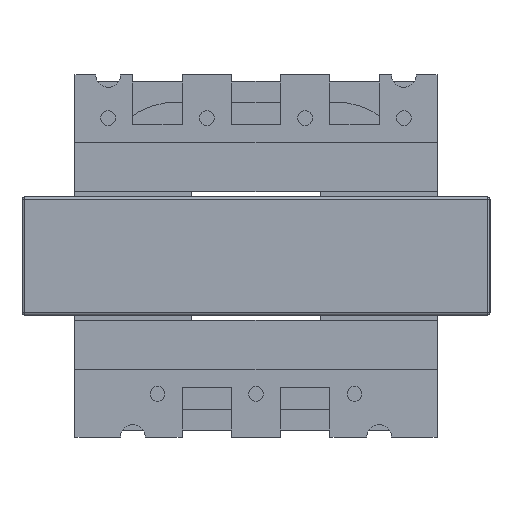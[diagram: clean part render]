
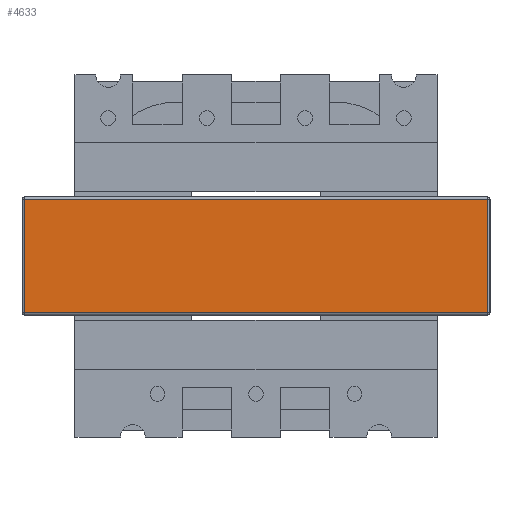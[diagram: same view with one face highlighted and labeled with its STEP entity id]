
A CAD part, front view. The second image highlights one B-rep face of the part: STEP entity #4633.
In plain terms, the highlighted face is planar.
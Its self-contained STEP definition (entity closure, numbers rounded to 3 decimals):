
#61 = VERTEX_POINT ( 'NONE', #4284 ) ;
#156 = DIRECTION ( 'NONE',  ( 1., 0., 0. ) ) ;
#208 = PLANE ( 'NONE',  #1289 ) ;
#304 = FACE_OUTER_BOUND ( 'NONE', #2737, .T. ) ;
#599 = CARTESIAN_POINT ( 'NONE',  ( 9.4, 8., 4.8 ) ) ;
#648 = LINE ( 'NONE', #2094, #4424 ) ;
#996 = ORIENTED_EDGE ( 'NONE', *, *, #1016, .T. ) ;
#1016 = EDGE_CURVE ( 'NONE', #2108, #61, #2500, .T. ) ;
#1178 = VERTEX_POINT ( 'NONE', #4655 ) ;
#1289 = AXIS2_PLACEMENT_3D ( 'NONE', #1734, #3984, #156 ) ;
#1392 = VECTOR ( 'NONE', #4767, 1000. ) ;
#1734 = CARTESIAN_POINT ( 'NONE',  ( -9.5, 8., 4.8 ) ) ;
#1757 = CARTESIAN_POINT ( 'NONE',  ( 9.4, 8., 4.7 ) ) ;
#2029 = ORIENTED_EDGE ( 'NONE', *, *, #2409, .T. ) ;
#2032 = VERTEX_POINT ( 'NONE', #1757 ) ;
#2094 = CARTESIAN_POINT ( 'NONE',  ( -9.5, 8., 4.7 ) ) ;
#2108 = VERTEX_POINT ( 'NONE', #4710 ) ;
#2403 = CARTESIAN_POINT ( 'NONE',  ( -9.4, 8., 4.8 ) ) ;
#2409 = EDGE_CURVE ( 'NONE', #61, #1178, #3158, .T. ) ;
#2444 = EDGE_CURVE ( 'NONE', #2032, #2108, #4004, .T. ) ;
#2500 = LINE ( 'NONE', #4323, #4156 ) ;
#2584 = ORIENTED_EDGE ( 'NONE', *, *, #2444, .T. ) ;
#2737 = EDGE_LOOP ( 'NONE', ( #996, #2029, #4605, #2584 ) ) ;
#2849 = DIRECTION ( 'NONE',  ( 0., 0., 1. ) ) ;
#3038 = VECTOR ( 'NONE', #2849, 1000. ) ;
#3158 = LINE ( 'NONE', #2403, #3038 ) ;
#3230 = EDGE_CURVE ( 'NONE', #1178, #2032, #648, .T. ) ;
#3949 = DIRECTION ( 'NONE',  ( -1., 0., 0. ) ) ;
#3984 = DIRECTION ( 'NONE',  ( 0., -1., 0. ) ) ;
#4004 = LINE ( 'NONE', #599, #1392 ) ;
#4156 = VECTOR ( 'NONE', #3949, 1000. ) ;
#4284 = CARTESIAN_POINT ( 'NONE',  ( -9.4, 8., 0.1 ) ) ;
#4323 = CARTESIAN_POINT ( 'NONE',  ( -9.5, 8., 0.1 ) ) ;
#4424 = VECTOR ( 'NONE', #4742, 1000. ) ;
#4605 = ORIENTED_EDGE ( 'NONE', *, *, #3230, .T. ) ;
#4633 = ADVANCED_FACE ( 'NONE', ( #304 ), #208, .F. ) ;
#4655 = CARTESIAN_POINT ( 'NONE',  ( -9.4, 8., 4.7 ) ) ;
#4710 = CARTESIAN_POINT ( 'NONE',  ( 9.4, 8., 0.1 ) ) ;
#4742 = DIRECTION ( 'NONE',  ( 1., 0., 0. ) ) ;
#4767 = DIRECTION ( 'NONE',  ( 0., 0., -1. ) ) ;
